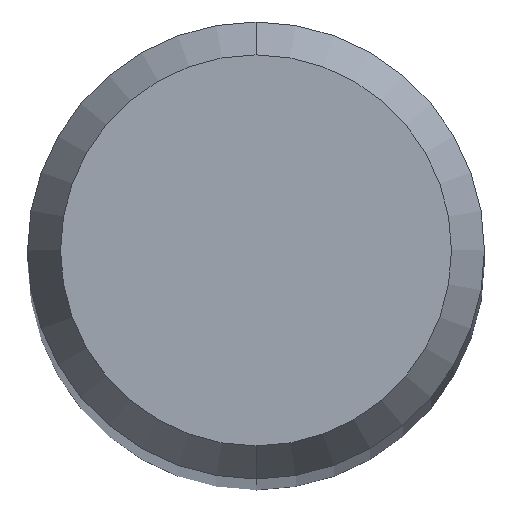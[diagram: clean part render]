
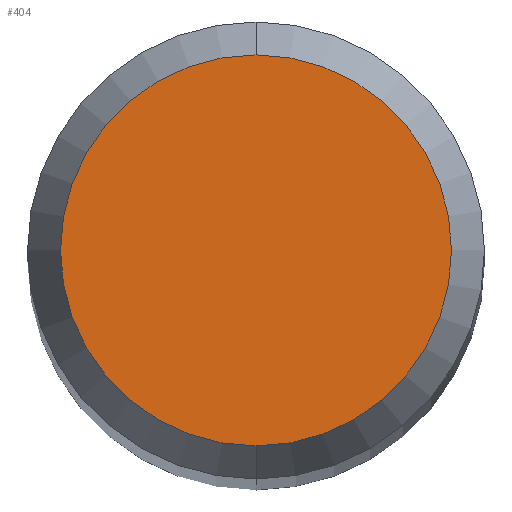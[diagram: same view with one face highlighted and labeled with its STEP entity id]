
A CAD part, top view. The second image highlights one B-rep face of the part: STEP entity #404.
In plain terms, the highlighted planar face has unit normal (0, 0, 1).
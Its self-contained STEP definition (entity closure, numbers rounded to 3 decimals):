
#226=EDGE_CURVE('',#244,#438,#530,.T.);
#244=VERTEX_POINT('',#549);
#404=ADVANCED_FACE('',(#722),#723,.T.);
#408=EDGE_CURVE('',#438,#244,#728,.T.);
#438=VERTEX_POINT('',#760);
#530=CIRCLE('',#893,1.358);
#549=CARTESIAN_POINT('',(0.,-1.358,0.));
#722=FACE_OUTER_BOUND('',#1300,.T.);
#723=PLANE('',#1301);
#728=CIRCLE('',#1307,1.358);
#760=CARTESIAN_POINT('',(0.0,1.358,0.));
#893=AXIS2_PLACEMENT_3D('',#1479,#1480,#1481);
#1300=EDGE_LOOP('',(#1664,#1665));
#1301=AXIS2_PLACEMENT_3D('',#1666,#1667,#1668);
#1307=AXIS2_PLACEMENT_3D('',#1685,#1686,#1687);
#1479=CARTESIAN_POINT('',(0.0,0.0,0.));
#1480=DIRECTION('',(0.0,0.0,-1.0));
#1481=DIRECTION('',(0.0,1.0,0.0));
#1664=ORIENTED_EDGE('',*,*,#408,.F.);
#1665=ORIENTED_EDGE('',*,*,#226,.F.);
#1666=CARTESIAN_POINT('',(0.0,0.679,0.));
#1667=DIRECTION('',(-0.0,0.0,1.0));
#1668=DIRECTION('',(0.0,-1.0,0.0));
#1685=CARTESIAN_POINT('',(0.0,0.0,0.));
#1686=DIRECTION('',(0.0,0.0,-1.0));
#1687=DIRECTION('',(0.0,1.0,0.0));
